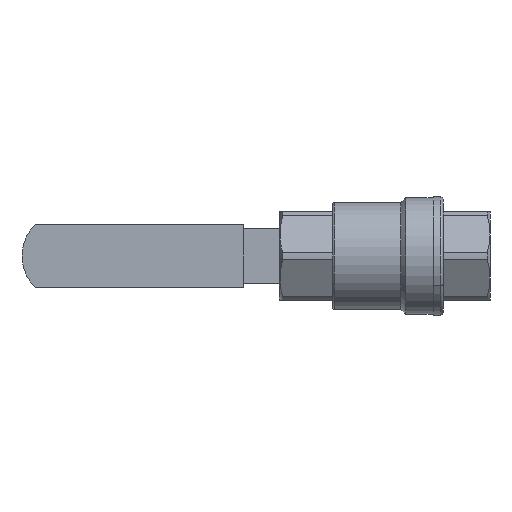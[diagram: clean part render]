
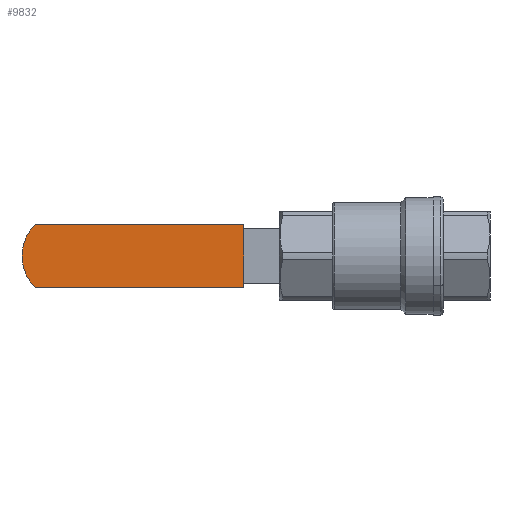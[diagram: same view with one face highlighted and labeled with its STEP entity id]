
A CAD part, front view. The second image highlights one B-rep face of the part: STEP entity #9832.
In plain terms, the highlighted planar face has unit normal (0, -1, 0).
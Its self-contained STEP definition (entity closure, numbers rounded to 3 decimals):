
#1434 = DIRECTION ( 'NONE',  ( 1., 0., 0. ) ) ;
#2185 = DIRECTION ( 'NONE',  ( 0., 0., 1. ) ) ;
#2683 = CARTESIAN_POINT ( 'NONE',  ( 136.92, 23.5, -11. ) ) ;
#2940 = VECTOR ( 'NONE', #13916, 1000. ) ;
#3373 = VERTEX_POINT ( 'NONE', #11799 ) ;
#3888 = EDGE_CURVE ( 'NONE', #6197, #12657, #16792, .T. ) ;
#4822 = ORIENTED_EDGE ( 'NONE', *, *, #6531, .F. ) ;
#6197 = VERTEX_POINT ( 'NONE', #8542 ) ;
#6363 = CARTESIAN_POINT ( 'NONE',  ( 63.5, 23.5, 11. ) ) ;
#6531 = EDGE_CURVE ( 'NONE', #3373, #12285, #12567, .T. ) ;
#6855 = LINE ( 'NONE', #14553, #13757 ) ;
#7444 = PLANE ( 'NONE',  #15907 ) ;
#7918 = VECTOR ( 'NONE', #13014, 1000. ) ;
#8087 = CARTESIAN_POINT ( 'NONE',  ( 126., 23.5, 0. ) ) ;
#8542 = CARTESIAN_POINT ( 'NONE',  ( 136.92, 23.5, 11. ) ) ;
#8589 = LINE ( 'NONE', #11669, #7918 ) ;
#9081 = FACE_OUTER_BOUND ( 'NONE', #12654, .T. ) ;
#9684 = ORIENTED_EDGE ( 'NONE', *, *, #10479, .F. ) ;
#9777 = CARTESIAN_POINT ( 'NONE',  ( 63.5, 23.5, -11. ) ) ;
#9784 = ORIENTED_EDGE ( 'NONE', *, *, #10325, .F. ) ;
#9832 = ADVANCED_FACE ( 'NONE', ( #9081 ), #7444, .F. ) ;
#10245 = DIRECTION ( 'NONE',  ( 0., 0., 1. ) ) ;
#10325 = EDGE_CURVE ( 'NONE', #12285, #6197, #6855, .T. ) ;
#10479 = EDGE_CURVE ( 'NONE', #12657, #3373, #8589, .T. ) ;
#11669 = CARTESIAN_POINT ( 'NONE',  ( 63.5, 23.5, -11. ) ) ;
#11799 = CARTESIAN_POINT ( 'NONE',  ( 63.5, 23.5, -11. ) ) ;
#12285 = VERTEX_POINT ( 'NONE', #6363 ) ;
#12515 = DIRECTION ( 'NONE',  ( 0., 1., 0. ) ) ;
#12567 = LINE ( 'NONE', #9777, #2940 ) ;
#12654 = EDGE_LOOP ( 'NONE', ( #9684, #18792, #9784, #4822 ) ) ;
#12657 = VERTEX_POINT ( 'NONE', #2683 ) ;
#13014 = DIRECTION ( 'NONE',  ( -1., 0., 0. ) ) ;
#13757 = VECTOR ( 'NONE', #1434, 1000. ) ;
#13916 = DIRECTION ( 'NONE',  ( 0., 0., 1. ) ) ;
#14320 = AXIS2_PLACEMENT_3D ( 'NONE', #8087, #12515, #2185 ) ;
#14553 = CARTESIAN_POINT ( 'NONE',  ( 136.92, 23.5, 11. ) ) ;
#14963 = DIRECTION ( 'NONE',  ( 0., 1., 0. ) ) ;
#15907 = AXIS2_PLACEMENT_3D ( 'NONE', #17761, #14963, #10245 ) ;
#16792 = CIRCLE ( 'NONE', #14320, 15.5 ) ;
#17761 = CARTESIAN_POINT ( 'NONE',  ( 126., 23.5, 0. ) ) ;
#18792 = ORIENTED_EDGE ( 'NONE', *, *, #3888, .F. ) ;
